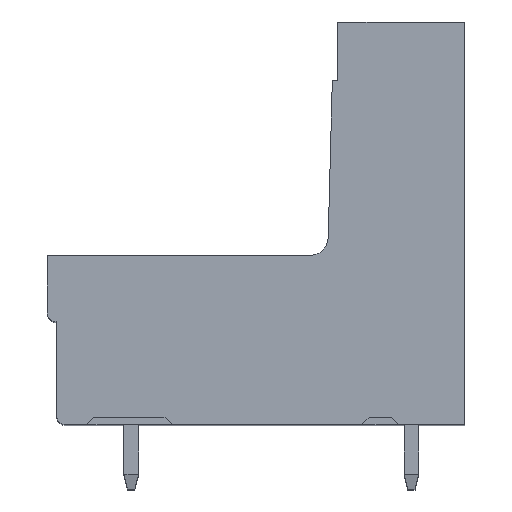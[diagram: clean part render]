
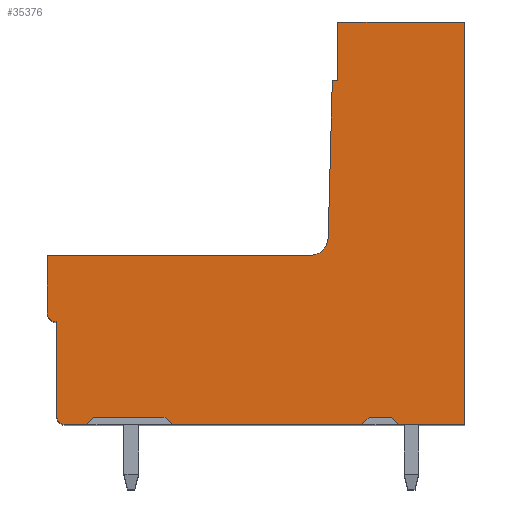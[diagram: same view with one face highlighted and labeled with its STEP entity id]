
A CAD part, top view. The second image highlights one B-rep face of the part: STEP entity #35376.
In plain terms, the highlighted planar face has unit normal (0, 0, 1).
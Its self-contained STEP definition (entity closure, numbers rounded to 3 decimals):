
#3778=DIRECTION('',(0.,1.,0.));
#3779=VECTOR('',#3778,21.9);
#3780=CARTESIAN_POINT('',(0.006,0.,
-93.153));
#3781=LINE('',#3780,#3779);
#8922=DIRECTION('',(0.,-1.,0.));
#8923=VECTOR('',#8922,5.1);
#8924=CARTESIAN_POINT('',(-22.194,5.6,-93.153));
#8925=LINE('',#8924,#8923);
#12531=DIRECTION('',(-1.,0.,0.));
#12532=VECTOR('',#12531,0.3);
#12533=CARTESIAN_POINT('',(-6.894,18.7,-93.153));
#12534=LINE('',#12533,#12532);
#12539=DIRECTION('',(0.,-1.,0.));
#12540=VECTOR('',#12539,3.2);
#12541=CARTESIAN_POINT('',(-6.894,21.9,-93.153));
#12542=LINE('',#12541,#12540);
#12543=DIRECTION('',(-1.,0.,0.));
#12544=VECTOR('',#12543,10.3);
#12545=CARTESIAN_POINT('',(-5.594,0.,
-93.153));
#12546=LINE('',#12545,#12544);
#12547=DIRECTION('',(-0.707,0.707,0.));
#12548=VECTOR('',#12547,0.566);
#12549=CARTESIAN_POINT('',(-15.894,0.,
-93.153));
#12550=LINE('',#12549,#12548);
#12551=DIRECTION('',(-1.,0.,0.));
#12552=VECTOR('',#12551,3.9);
#12553=CARTESIAN_POINT('',(-16.294,0.4,
-93.153));
#12554=LINE('',#12553,#12552);
#12555=DIRECTION('',(-1.,0.,0.));
#12556=VECTOR('',#12555,1.1);
#12557=CARTESIAN_POINT('',(-20.594,0.,
-93.153));
#12558=LINE('',#12557,#12556);
#12559=CARTESIAN_POINT('',(-21.694,0.5,-93.153));
#12560=DIRECTION('',(0.,0.,-1.));
#12561=DIRECTION('',(0.,-1.,0.));
#12562=AXIS2_PLACEMENT_3D('',#12559,#12560,#12561);
#12564=CARTESIAN_POINT('',(-22.194,6.1,-93.153));
#12565=DIRECTION('',(0.,0.,-1.));
#12566=DIRECTION('',(0.,-1.,0.));
#12567=AXIS2_PLACEMENT_3D('',#12564,#12565,#12566);
#12569=DIRECTION('',(0.,1.,0.));
#12570=VECTOR('',#12569,3.1);
#12571=CARTESIAN_POINT('',(-22.694,6.1,
-93.153));
#12572=LINE('',#12571,#12570);
#12573=DIRECTION('',(1.,0.,0.));
#12574=VECTOR('',#12573,14.277);
#12575=CARTESIAN_POINT('',(-22.694,9.2,-93.153));
#12576=LINE('',#12575,#12574);
#12577=CARTESIAN_POINT('',(-8.417,10.2,-93.153));
#12578=DIRECTION('',(0.,0.,1.));
#12579=DIRECTION('',(0.,-1.,0.));
#12580=AXIS2_PLACEMENT_3D('',#12577,#12578,#12579);
#12582=DIRECTION('',(0.026,1.,0.));
#12583=VECTOR('',#12582,8.529);
#12584=CARTESIAN_POINT('',(-7.417,10.174,
-93.153));
#12585=LINE('',#12584,#12583);
#12586=DIRECTION('',(1.,0.,0.));
#12587=VECTOR('',#12586,6.9);
#12588=CARTESIAN_POINT('',(-6.894,21.9,-93.153));
#12589=LINE('',#12588,#12587);
#12590=DIRECTION('',(-1.,0.,0.));
#12591=VECTOR('',#12590,3.6);
#12592=CARTESIAN_POINT('',(0.006,0.,
-93.153));
#12593=LINE('',#12592,#12591);
#12594=DIRECTION('',(-0.707,0.707,0.));
#12595=VECTOR('',#12594,0.566);
#12596=CARTESIAN_POINT('',(-3.594,0.,
-93.153));
#12597=LINE('',#12596,#12595);
#12598=DIRECTION('',(-0.707,-0.707,0.));
#12599=VECTOR('',#12598,0.566);
#12600=CARTESIAN_POINT('',(-5.194,0.4,
-93.153));
#12601=LINE('',#12600,#12599);
#12618=DIRECTION('',(-0.707,-0.707,0.));
#12619=VECTOR('',#12618,0.566);
#12620=CARTESIAN_POINT('',(-20.194,0.4,
-93.153));
#12621=LINE('',#12620,#12619);
#12654=DIRECTION('',(1.,0.,0.));
#12655=VECTOR('',#12654,1.2);
#12656=CARTESIAN_POINT('',(-5.194,0.4,
-93.153));
#12657=LINE('',#12656,#12655);
#13332=CARTESIAN_POINT('',(-5.594,0.,
-93.153));
#13334=VERTEX_POINT('',#13332);
#13338=CARTESIAN_POINT('',(-3.594,0.,
-93.153));
#13339=VERTEX_POINT('',#13338);
#13455=CARTESIAN_POINT('',(-16.294,0.4,
-93.153));
#13456=VERTEX_POINT('',#13455);
#13457=CARTESIAN_POINT('',(-7.417,10.174,
-93.153));
#13458=CARTESIAN_POINT('',(-7.194,18.7,-93.153));
#13459=VERTEX_POINT('',#13457);
#13460=VERTEX_POINT('',#13458);
#13461=CARTESIAN_POINT('',(-6.894,18.7,-93.153));
#13462=VERTEX_POINT('',#13461);
#13463=CARTESIAN_POINT('',(-6.894,21.9,-93.153));
#13464=VERTEX_POINT('',#13463);
#13465=CARTESIAN_POINT('',(-3.994,0.4,
-93.153));
#13466=VERTEX_POINT('',#13465);
#13467=CARTESIAN_POINT('',(-5.194,0.4,
-93.153));
#13468=VERTEX_POINT('',#13467);
#13473=CARTESIAN_POINT('',(-21.694,0.,-93.153));
#13474=CARTESIAN_POINT('',(-22.194,0.5,
-93.153));
#13475=VERTEX_POINT('',#13473);
#13476=VERTEX_POINT('',#13474);
#13477=CARTESIAN_POINT('',(-22.194,5.6,-93.153));
#13478=VERTEX_POINT('',#13477);
#13479=CARTESIAN_POINT('',(-22.694,6.1,
-93.153));
#13480=VERTEX_POINT('',#13479);
#13481=CARTESIAN_POINT('',(-22.694,9.2,-93.153));
#13482=VERTEX_POINT('',#13481);
#13731=CARTESIAN_POINT('',(0.006,0.,
-93.153));
#13732=CARTESIAN_POINT('',(0.006,21.9,-93.153));
#13733=VERTEX_POINT('',#13731);
#13734=VERTEX_POINT('',#13732);
#13735=CARTESIAN_POINT('',(-20.194,0.4,
-93.153));
#13736=CARTESIAN_POINT('',(-20.594,0.,
-93.153));
#13737=VERTEX_POINT('',#13735);
#13738=VERTEX_POINT('',#13736);
#13739=CARTESIAN_POINT('',(-15.894,0.,
-93.153));
#13740=VERTEX_POINT('',#13739);
#13741=CARTESIAN_POINT('',(-8.417,9.2,-93.153));
#13742=VERTEX_POINT('',#13741);
#35343=CARTESIAN_POINT('',(-21.694,0.5,
-93.153));
#35344=DIRECTION('',(0.,0.,-1.));
#35345=DIRECTION('',(-1.,0.,0.));
#35346=AXIS2_PLACEMENT_3D('',#35343,#35344,#35345);
#35347=PLANE('',#35346);
#35348=ORIENTED_EDGE('',*,*,#27311,.T.);
#35350=ORIENTED_EDGE('',*,*,#35349,.T.);
#35352=ORIENTED_EDGE('',*,*,#35351,.T.);
#35354=ORIENTED_EDGE('',*,*,#35353,.T.);
#35355=ORIENTED_EDGE('',*,*,#27303,.T.);
#35356=ORIENTED_EDGE('',*,*,#29762,.T.);
#35357=ORIENTED_EDGE('',*,*,#29777,.F.);
#35358=ORIENTED_EDGE('',*,*,#29792,.T.);
#35359=ORIENTED_EDGE('',*,*,#29807,.T.);
#35360=ORIENTED_EDGE('',*,*,#29822,.T.);
#35361=ORIENTED_EDGE('',*,*,#35291,.T.);
#35362=ORIENTED_EDGE('',*,*,#35306,.T.);
#35363=ORIENTED_EDGE('',*,*,#35321,.F.);
#35364=ORIENTED_EDGE('',*,*,#35335,.F.);
#35365=ORIENTED_EDGE('',*,*,#16965,.T.);
#35366=ORIENTED_EDGE('',*,*,#21974,.F.);
#35367=ORIENTED_EDGE('',*,*,#27319,.T.);
#35369=ORIENTED_EDGE('',*,*,#35368,.T.);
#35371=ORIENTED_EDGE('',*,*,#35370,.F.);
#35373=ORIENTED_EDGE('',*,*,#35372,.T.);
#35374=EDGE_LOOP('',(#35348,#35350,#35352,#35354,#35355,#35356,#35357,#35358,
#35359,#35360,#35361,#35362,#35363,#35364,#35365,#35366,#35367,#35369,#35371,
#35373));
#35375=FACE_OUTER_BOUND('',#35374,.F.);
#35376=ADVANCED_FACE('',(#35375),#35347,.F.);
#12563=CIRCLE('',#12562,0.5);
#12568=CIRCLE('',#12567,0.5);
#12581=CIRCLE('',#12580,1.);
#16965=EDGE_CURVE('',#13464,#13734,#12589,.T.);
#21974=EDGE_CURVE('',#13733,#13734,#3781,.T.);
#27303=EDGE_CURVE('',#13738,#13475,#12558,.T.);
#27311=EDGE_CURVE('',#13334,#13740,#12546,.T.);
#27319=EDGE_CURVE('',#13733,#13339,#12593,.T.);
#29762=EDGE_CURVE('',#13475,#13476,#12563,.T.);
#29777=EDGE_CURVE('',#13478,#13476,#8925,.T.);
#29792=EDGE_CURVE('',#13478,#13480,#12568,.T.);
#29807=EDGE_CURVE('',#13480,#13482,#12572,.T.);
#29822=EDGE_CURVE('',#13482,#13742,#12576,.T.);
#35291=EDGE_CURVE('',#13742,#13459,#12581,.T.);
#35306=EDGE_CURVE('',#13459,#13460,#12585,.T.);
#35321=EDGE_CURVE('',#13462,#13460,#12534,.T.);
#35335=EDGE_CURVE('',#13464,#13462,#12542,.T.);
#35349=EDGE_CURVE('',#13740,#13456,#12550,.T.);
#35351=EDGE_CURVE('',#13456,#13737,#12554,.T.);
#35353=EDGE_CURVE('',#13737,#13738,#12621,.T.);
#35368=EDGE_CURVE('',#13339,#13466,#12597,.T.);
#35370=EDGE_CURVE('',#13468,#13466,#12657,.T.);
#35372=EDGE_CURVE('',#13468,#13334,#12601,.T.);
